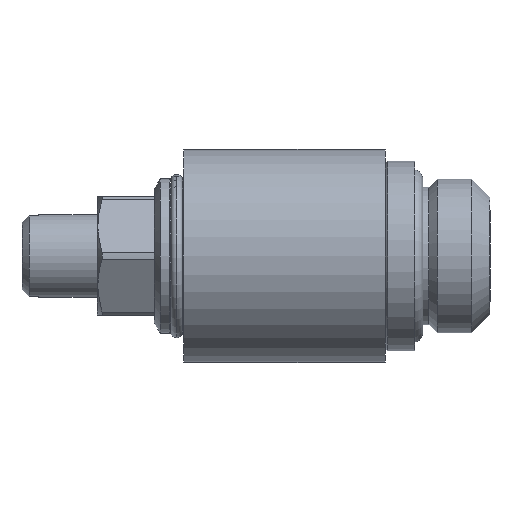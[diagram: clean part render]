
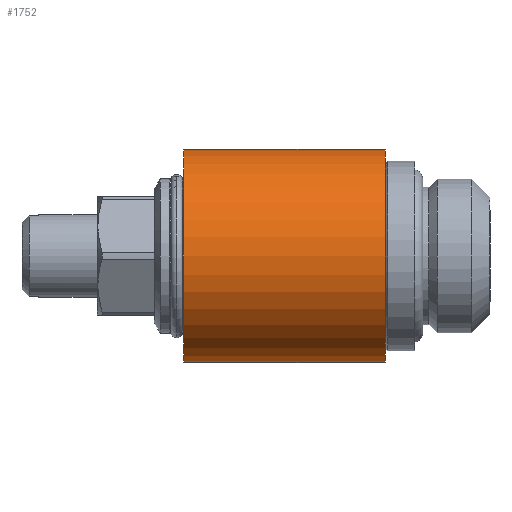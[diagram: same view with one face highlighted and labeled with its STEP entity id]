
A CAD part, left-side view. The second image highlights one B-rep face of the part: STEP entity #1752.
In plain terms, the highlighted cylindrical face has radius 9 mm (diameter 18 mm), a partial arc.
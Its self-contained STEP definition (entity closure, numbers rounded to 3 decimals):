
#425 = DIRECTION ( 'NONE',  ( 0., 1., 0. ) ) ;
#429 = VECTOR ( 'NONE', #425, 1000. ) ;
#435 = CARTESIAN_POINT ( 'NONE',  ( 0., 31.286, 9. ) ) ;
#439 = LINE ( 'NONE', #435, #429 ) ;
#528 = CARTESIAN_POINT ( 'NONE',  ( 0., 26.2, -9. ) ) ;
#542 = CARTESIAN_POINT ( 'NONE',  ( 0., 9.2, -9. ) ) ;
#571 = VERTEX_POINT ( 'NONE', #2023 ) ;
#573 = VERTEX_POINT ( 'NONE', #2022 ) ;
#576 = EDGE_CURVE ( 'NONE', #598, #596, #2021, .T. ) ;
#592 = EDGE_CURVE ( 'NONE', #571, #573, #439, .T. ) ;
#596 = VERTEX_POINT ( 'NONE', #528 ) ;
#598 = VERTEX_POINT ( 'NONE', #542 ) ;
#1721 = ORIENTED_EDGE ( 'NONE', *, *, #592, .T. ) ;
#1722 = ORIENTED_EDGE ( 'NONE', *, *, #1751, .F. ) ;
#1747 = ORIENTED_EDGE ( 'NONE', *, *, #576, .F. ) ;
#1748 = ORIENTED_EDGE ( 'NONE', *, *, #1749, .F. ) ;
#1749 = EDGE_CURVE ( 'NONE', #571, #598, #3496, .T. ) ;
#1751 = EDGE_CURVE ( 'NONE', #596, #573, #3548, .T. ) ;
#1752 = ADVANCED_FACE ( 'NONE', ( #3558 ), #3552, .T. ) ;
#1753 = EDGE_LOOP ( 'NONE', ( #1747, #1748, #1721, #1722 ) ) ;
#2018 = DIRECTION ( 'NONE',  ( 0., 1., 0. ) ) ;
#2019 = VECTOR ( 'NONE', #2018, 1000. ) ;
#2020 = CARTESIAN_POINT ( 'NONE',  ( 0., 31.286, -9. ) ) ;
#2021 = LINE ( 'NONE', #2020, #2019 ) ;
#2022 = CARTESIAN_POINT ( 'NONE',  ( 0., 26.2, 9. ) ) ;
#2023 = CARTESIAN_POINT ( 'NONE',  ( 0., 9.2, 9. ) ) ;
#3301 = CARTESIAN_POINT ( 'NONE',  ( 0., 26.2, 0. ) ) ;
#3309 = DIRECTION ( 'NONE',  ( 0., 1., 0. ) ) ;
#3319 = DIRECTION ( 'NONE',  ( 0., 0., 1. ) ) ;
#3478 = CARTESIAN_POINT ( 'NONE',  ( 0., 9.2, 0. ) ) ;
#3479 = AXIS2_PLACEMENT_3D ( 'NONE', #3478, #3486, #3485 ) ;
#3485 = DIRECTION ( 'NONE',  ( 0., 0., -1. ) ) ;
#3486 = DIRECTION ( 'NONE',  ( 0., -1., 0. ) ) ;
#3496 = CIRCLE ( 'NONE', #3479, 9. ) ;
#3547 = AXIS2_PLACEMENT_3D ( 'NONE', #3301, #3309, #3319 ) ;
#3548 = CIRCLE ( 'NONE', #3547, 9. ) ;
#3550 = DIRECTION ( 'NONE',  ( 0., 0., 1. ) ) ;
#3551 = DIRECTION ( 'NONE',  ( 0., 1., 0. ) ) ;
#3552 = CYLINDRICAL_SURFACE ( 'NONE', #3560, 9. ) ;
#3558 = FACE_OUTER_BOUND ( 'NONE', #1753, .T. ) ;
#3559 = CARTESIAN_POINT ( 'NONE',  ( 0., 31.286, 0. ) ) ;
#3560 = AXIS2_PLACEMENT_3D ( 'NONE', #3559, #3551, #3550 ) ;
